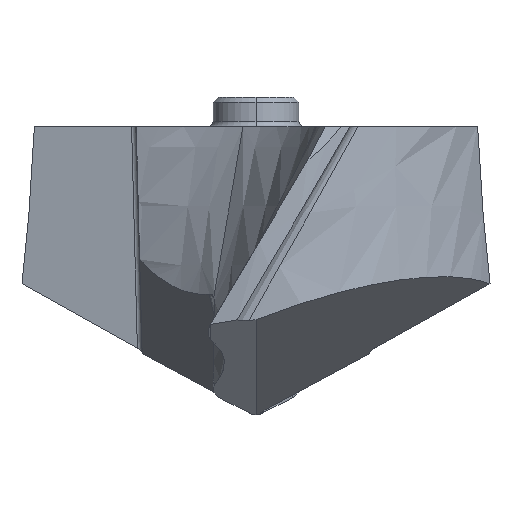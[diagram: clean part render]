
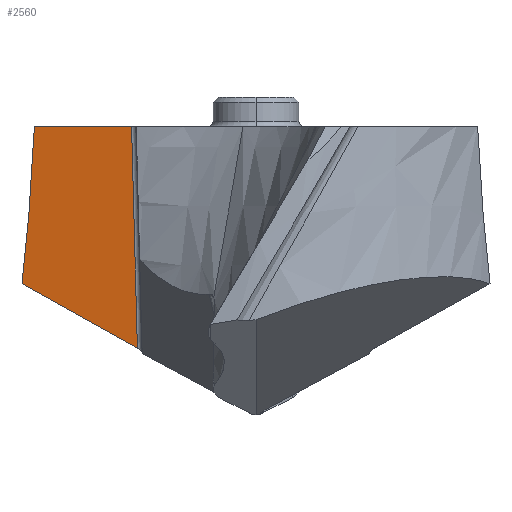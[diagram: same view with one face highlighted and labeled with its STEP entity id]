
A CAD part, left-side view. The second image highlights one B-rep face of the part: STEP entity #2560.
In plain terms, the highlighted planar face has unit normal (-0.925, 0.337, 0.174).
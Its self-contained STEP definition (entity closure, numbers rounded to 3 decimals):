
#252=DIRECTION('',(-0.342,-0.94,0.));
#253=VECTOR('',#252,2.978);
#254=CARTESIAN_POINT('',(3.919,6.382,0.));
#255=LINE('',#254,#253);
#265=CARTESIAN_POINT('',(3.919,6.382,0.));
#503=DIRECTION('',(0.379,0.808,0.451));
#504=VECTOR('',#503,4.111);
#505=CARTESIAN_POINT('',(1.642,3.416,-6.383));
#506=LINE('',#505,#504);
#977=DIRECTION('',(-0.193,-0.026,-0.981));
#978=VECTOR('',#977,6.508);
#979=CARTESIAN_POINT('',(2.901,3.584,0.));
#980=LINE('',#979,#978);
#1000=CARTESIAN_POINT('',(1.642,3.416,-6.383));
#1009=CARTESIAN_POINT('',(3.199,6.739,-4.529));
#1010=CARTESIAN_POINT('',(3.227,6.715,-4.336));
#1011=CARTESIAN_POINT('',(3.285,6.669,-3.935));
#1012=CARTESIAN_POINT('',(3.381,6.606,-3.302));
#1013=CARTESIAN_POINT('',(3.489,6.546,-2.611));
#1014=CARTESIAN_POINT('',(3.612,6.489,-1.846));
#1015=CARTESIAN_POINT('',(3.753,6.436,
-0.99));
#1016=CARTESIAN_POINT('',(3.862,6.4,
-0.342));
#1017=CARTESIAN_POINT('',(3.919,6.382,0.));
#1344=VERTEX_POINT('',#265);
#1345=CARTESIAN_POINT('',(2.901,3.584,
0.));
#1346=VERTEX_POINT('',#1345);
#1410=VERTEX_POINT('',#1000);
#1411=CARTESIAN_POINT('',(3.199,6.739,-4.529));
#1412=VERTEX_POINT('',#1411);
#2548=CARTESIAN_POINT('',(-0.362,3.023,
-16.298));
#2549=DIRECTION('',(0.925,-0.337,-0.174));
#2550=DIRECTION('',(-0.326,-0.941,0.089));
#2551=AXIS2_PLACEMENT_3D('',#2548,#2549,#2550);
#2552=PLANE('',#2551);
#2554=ORIENTED_EDGE('',*,*,#2553,.T.);
#2555=ORIENTED_EDGE('',*,*,#1627,.T.);
#2556=ORIENTED_EDGE('',*,*,#2540,.T.);
#2557=ORIENTED_EDGE('',*,*,#1914,.T.);
#2558=EDGE_LOOP('',(#2554,#2555,#2556,#2557));
#2559=FACE_OUTER_BOUND('',#2558,.F.);
#1018=B_SPLINE_CURVE_WITH_KNOTS('',3,(#1009,#1010,#1011,#1012,#1013,#1014,#1015,
#1016,#1017),.UNSPECIFIED.,.F.,.F.,(4,1,1,1,1,1,4),(0.,0.167,
0.333,0.5,0.667,0.833,1.),
.UNSPECIFIED.);
#1627=EDGE_CURVE('',#1344,#1346,#255,.T.);
#1914=EDGE_CURVE('',#1410,#1412,#506,.T.);
#2540=EDGE_CURVE('',#1346,#1410,#980,.T.);
#2553=EDGE_CURVE('',#1412,#1344,#1018,.T.);
#2560=ADVANCED_FACE('',(#2559),#2552,.F.);
